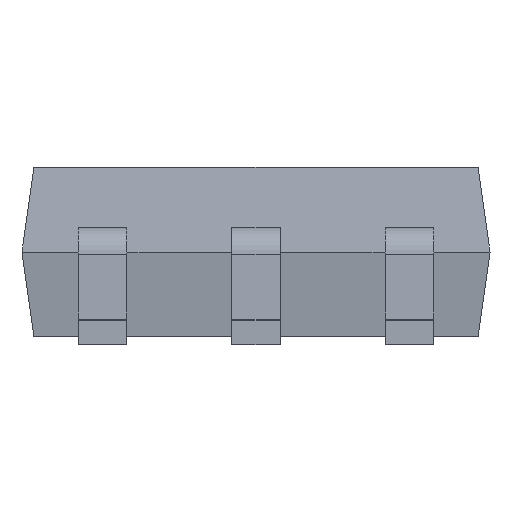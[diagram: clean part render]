
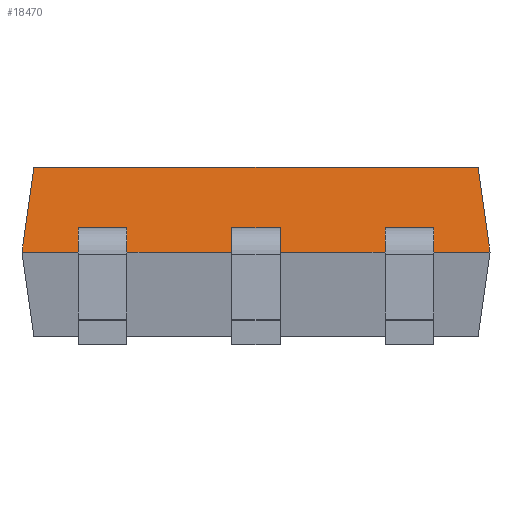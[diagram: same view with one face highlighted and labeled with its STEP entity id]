
A CAD part, front view. The second image highlights one B-rep face of the part: STEP entity #18470.
In plain terms, the highlighted planar face has unit normal (0, -0.99, 0.139).
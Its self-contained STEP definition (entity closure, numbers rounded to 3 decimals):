
#6 = DIRECTION ( 'NONE',  ( -0.138, -0.138, -0.981 ) ) ;
#211 = VERTEX_POINT ( 'NONE', #10569 ) ;
#467 = VERTEX_POINT ( 'NONE', #491 ) ;
#491 = CARTESIAN_POINT ( 'NONE',  ( 0.15, -0.779, 0.15 ) ) ;
#825 = CARTESIAN_POINT ( 'NONE',  ( -0.8, -0.8, 0. ) ) ;
#839 = VERTEX_POINT ( 'NONE', #14898 ) ;
#845 = VECTOR ( 'NONE', #6, 1000. ) ;
#932 = CARTESIAN_POINT ( 'NONE',  ( 0.8, -0.779, 0.15 ) ) ;
#1214 = CARTESIAN_POINT ( 'NONE',  ( 0.15, -0.8, 0. ) ) ;
#1426 = ORIENTED_EDGE ( 'NONE', *, *, #4008, .F. ) ;
#1882 = LINE ( 'NONE', #12260, #7073 ) ;
#1916 = LINE ( 'NONE', #10511, #3525 ) ;
#2057 = CARTESIAN_POINT ( 'NONE',  ( -1.45, -0.8, 0. ) ) ;
#2251 = ORIENTED_EDGE ( 'NONE', *, *, #10804, .T. ) ;
#2375 = ORIENTED_EDGE ( 'NONE', *, *, #12824, .F. ) ;
#2390 = VECTOR ( 'NONE', #4217, 1000. ) ;
#2567 = ORIENTED_EDGE ( 'NONE', *, *, #2853, .T. ) ;
#2644 = ORIENTED_EDGE ( 'NONE', *, *, #11861, .T. ) ;
#2720 = LINE ( 'NONE', #18160, #2390 ) ;
#2853 = EDGE_CURVE ( 'NONE', #211, #12708, #8398, .T. ) ;
#2917 = VECTOR ( 'NONE', #8115, 1000. ) ;
#3009 = LINE ( 'NONE', #5844, #14454 ) ;
#3134 = EDGE_CURVE ( 'NONE', #6561, #839, #1916, .T. ) ;
#3231 = VERTEX_POINT ( 'NONE', #932 ) ;
#3263 = LINE ( 'NONE', #14725, #4951 ) ;
#3338 = PLANE ( 'NONE',  #17566 ) ;
#3457 = CARTESIAN_POINT ( 'NONE',  ( -1.45, -0.8, 0. ) ) ;
#3512 = CARTESIAN_POINT ( 'NONE',  ( -1.376, -0.726, 0.525 ) ) ;
#3525 = VECTOR ( 'NONE', #7822, 1000. ) ;
#3552 = LINE ( 'NONE', #9282, #12618 ) ;
#3755 = DIRECTION ( 'NONE',  ( 0., 0.139, 0.99 ) ) ;
#3765 = DIRECTION ( 'NONE',  ( 0., -0.99, 0.139 ) ) ;
#3784 = CARTESIAN_POINT ( 'NONE',  ( -0.8, -0.779, 0.15 ) ) ;
#3908 = CARTESIAN_POINT ( 'NONE',  ( 1.42, -0.77, 0.216 ) ) ;
#4008 = EDGE_CURVE ( 'NONE', #9409, #14505, #2720, .T. ) ;
#4059 = VECTOR ( 'NONE', #16383, 1000. ) ;
#4080 = VERTEX_POINT ( 'NONE', #825 ) ;
#4175 = ORIENTED_EDGE ( 'NONE', *, *, #12423, .F. ) ;
#4217 = DIRECTION ( 'NONE',  ( 0., 0.139, 0.99 ) ) ;
#4836 = VECTOR ( 'NONE', #8057, 1000. ) ;
#4951 = VECTOR ( 'NONE', #16115, 1000. ) ;
#4975 = CARTESIAN_POINT ( 'NONE',  ( -2.4, -0.779, 0.15 ) ) ;
#5210 = DIRECTION ( 'NONE',  ( -1., 0., 0. ) ) ;
#5365 = CARTESIAN_POINT ( 'NONE',  ( -3.35, -0.779, 0.15 ) ) ;
#5490 = VERTEX_POINT ( 'NONE', #14506 ) ;
#5776 = EDGE_CURVE ( 'NONE', #13023, #7083, #14287, .T. ) ;
#5844 = CARTESIAN_POINT ( 'NONE',  ( -0.8, -0.8, 0. ) ) ;
#6100 = VECTOR ( 'NONE', #15106, 1000. ) ;
#6357 = EDGE_CURVE ( 'NONE', #13023, #5490, #13281, .T. ) ;
#6468 = DIRECTION ( 'NONE',  ( 1., 0., 0. ) ) ;
#6510 = DIRECTION ( 'NONE',  ( -1., 0., 0. ) ) ;
#6561 = VERTEX_POINT ( 'NONE', #17666 ) ;
#6648 = LINE ( 'NONE', #3908, #4836 ) ;
#7073 = VECTOR ( 'NONE', #6468, 1000. ) ;
#7083 = VERTEX_POINT ( 'NONE', #11054 ) ;
#7181 = CARTESIAN_POINT ( 'NONE',  ( -1.45, -0.8, 0. ) ) ;
#7822 = DIRECTION ( 'NONE',  ( 0., 0.139, 0.99 ) ) ;
#7856 = ORIENTED_EDGE ( 'NONE', *, *, #11171, .F. ) ;
#7992 = DIRECTION ( 'NONE',  ( 0., 0.139, 0.99 ) ) ;
#8057 = DIRECTION ( 'NONE',  ( 0.138, -0.138, -0.981 ) ) ;
#8115 = DIRECTION ( 'NONE',  ( 0., 0.139, 0.99 ) ) ;
#8131 = LINE ( 'NONE', #18023, #14436 ) ;
#8198 = CARTESIAN_POINT ( 'NONE',  ( 0.15, -0.8, 0. ) ) ;
#8307 = ORIENTED_EDGE ( 'NONE', *, *, #6357, .F. ) ;
#8398 = LINE ( 'NONE', #11212, #2917 ) ;
#9178 = DIRECTION ( 'NONE',  ( 1., 0., 0. ) ) ;
#9282 = CARTESIAN_POINT ( 'NONE',  ( 0.8, -0.8, 0. ) ) ;
#9409 = VERTEX_POINT ( 'NONE', #13256 ) ;
#9571 = ORIENTED_EDGE ( 'NONE', *, *, #14113, .F. ) ;
#9611 = EDGE_CURVE ( 'NONE', #11872, #467, #10895, .T. ) ;
#10511 = CARTESIAN_POINT ( 'NONE',  ( -1.1, -0.8, 0. ) ) ;
#10569 = CARTESIAN_POINT ( 'NONE',  ( -0.15, -0.8, 0. ) ) ;
#10804 = EDGE_CURVE ( 'NONE', #11872, #18093, #16303, .T. ) ;
#10895 = LINE ( 'NONE', #8198, #13308 ) ;
#10997 = CARTESIAN_POINT ( 'NONE',  ( 1.45, -0.8, 0. ) ) ;
#11054 = CARTESIAN_POINT ( 'NONE',  ( -1.45, -0.8, 0. ) ) ;
#11065 = ORIENTED_EDGE ( 'NONE', *, *, #15172, .T. ) ;
#11171 = EDGE_CURVE ( 'NONE', #14505, #3231, #8131, .T. ) ;
#11212 = CARTESIAN_POINT ( 'NONE',  ( -0.15, -0.8, 0. ) ) ;
#11379 = CARTESIAN_POINT ( 'NONE',  ( 0.8, -0.8, 0. ) ) ;
#11812 = EDGE_LOOP ( 'NONE', ( #4175, #11065, #2567, #9571, #13556, #2251, #2644, #7856, #1426, #11836, #2375, #8307, #13894, #13453, #17395, #14444 ) ) ;
#11836 = ORIENTED_EDGE ( 'NONE', *, *, #15173, .T. ) ;
#11851 = DIRECTION ( 'NONE',  ( 0., 0.139, 0.99 ) ) ;
#11861 = EDGE_CURVE ( 'NONE', #18093, #3231, #3552, .T. ) ;
#11872 = VERTEX_POINT ( 'NONE', #1214 ) ;
#11923 = LINE ( 'NONE', #2057, #4059 ) ;
#11987 = DIRECTION ( 'NONE',  ( 0., -0.139, -0.99 ) ) ;
#12008 = CARTESIAN_POINT ( 'NONE',  ( -0.15, -0.779, 0.15 ) ) ;
#12260 = CARTESIAN_POINT ( 'NONE',  ( -1.45, -0.8, 0. ) ) ;
#12423 = EDGE_CURVE ( 'NONE', #4080, #17406, #3009, .T. ) ;
#12496 = LINE ( 'NONE', #5365, #18113 ) ;
#12618 = VECTOR ( 'NONE', #7992, 1000. ) ;
#12708 = VERTEX_POINT ( 'NONE', #12008 ) ;
#12824 = EDGE_CURVE ( 'NONE', #5490, #16818, #6648, .T. ) ;
#13023 = VERTEX_POINT ( 'NONE', #3512 ) ;
#13256 = CARTESIAN_POINT ( 'NONE',  ( 1.1, -0.8, 0. ) ) ;
#13281 = LINE ( 'NONE', #13552, #13766 ) ;
#13297 = CARTESIAN_POINT ( 'NONE',  ( -1.45, -0.8, 0. ) ) ;
#13308 = VECTOR ( 'NONE', #3755, 1000. ) ;
#13453 = ORIENTED_EDGE ( 'NONE', *, *, #15148, .T. ) ;
#13552 = CARTESIAN_POINT ( 'NONE',  ( -1.45, -0.726, 0.525 ) ) ;
#13556 = ORIENTED_EDGE ( 'NONE', *, *, #9611, .F. ) ;
#13766 = VECTOR ( 'NONE', #17737, 1000. ) ;
#13894 = ORIENTED_EDGE ( 'NONE', *, *, #5776, .T. ) ;
#14113 = EDGE_CURVE ( 'NONE', #467, #12708, #16401, .T. ) ;
#14287 = LINE ( 'NONE', #7181, #845 ) ;
#14436 = VECTOR ( 'NONE', #5210, 1000. ) ;
#14444 = ORIENTED_EDGE ( 'NONE', *, *, #15766, .F. ) ;
#14454 = VECTOR ( 'NONE', #11851, 1000. ) ;
#14505 = VERTEX_POINT ( 'NONE', #16653 ) ;
#14506 = CARTESIAN_POINT ( 'NONE',  ( 1.376, -0.726, 0.525 ) ) ;
#14725 = CARTESIAN_POINT ( 'NONE',  ( -1.45, -0.8, 0. ) ) ;
#14898 = CARTESIAN_POINT ( 'NONE',  ( -1.1, -0.779, 0.15 ) ) ;
#15106 = DIRECTION ( 'NONE',  ( -1., 0., 0. ) ) ;
#15148 = EDGE_CURVE ( 'NONE', #7083, #6561, #3263, .T. ) ;
#15172 = EDGE_CURVE ( 'NONE', #4080, #211, #1882, .T. ) ;
#15173 = EDGE_CURVE ( 'NONE', #9409, #16818, #11923, .T. ) ;
#15766 = EDGE_CURVE ( 'NONE', #17406, #839, #12496, .T. ) ;
#16115 = DIRECTION ( 'NONE',  ( 1., 0., 0. ) ) ;
#16287 = FACE_OUTER_BOUND ( 'NONE', #11812, .T. ) ;
#16303 = LINE ( 'NONE', #3457, #16340 ) ;
#16340 = VECTOR ( 'NONE', #9178, 1000. ) ;
#16383 = DIRECTION ( 'NONE',  ( 1., 0., 0. ) ) ;
#16401 = LINE ( 'NONE', #4975, #6100 ) ;
#16653 = CARTESIAN_POINT ( 'NONE',  ( 1.1, -0.779, 0.15 ) ) ;
#16818 = VERTEX_POINT ( 'NONE', #10997 ) ;
#17395 = ORIENTED_EDGE ( 'NONE', *, *, #3134, .T. ) ;
#17406 = VERTEX_POINT ( 'NONE', #3784 ) ;
#17566 = AXIS2_PLACEMENT_3D ( 'NONE', #13297, #3765, #11987 ) ;
#17666 = CARTESIAN_POINT ( 'NONE',  ( -1.1, -0.8, 0. ) ) ;
#17737 = DIRECTION ( 'NONE',  ( 1., 0., 0. ) ) ;
#18023 = CARTESIAN_POINT ( 'NONE',  ( -1.45, -0.779, 0.15 ) ) ;
#18093 = VERTEX_POINT ( 'NONE', #11379 ) ;
#18113 = VECTOR ( 'NONE', #6510, 1000. ) ;
#18160 = CARTESIAN_POINT ( 'NONE',  ( 1.1, -0.8, 0. ) ) ;
#18470 = ADVANCED_FACE ( 'NONE', ( #16287 ), #3338, .T. ) ;
